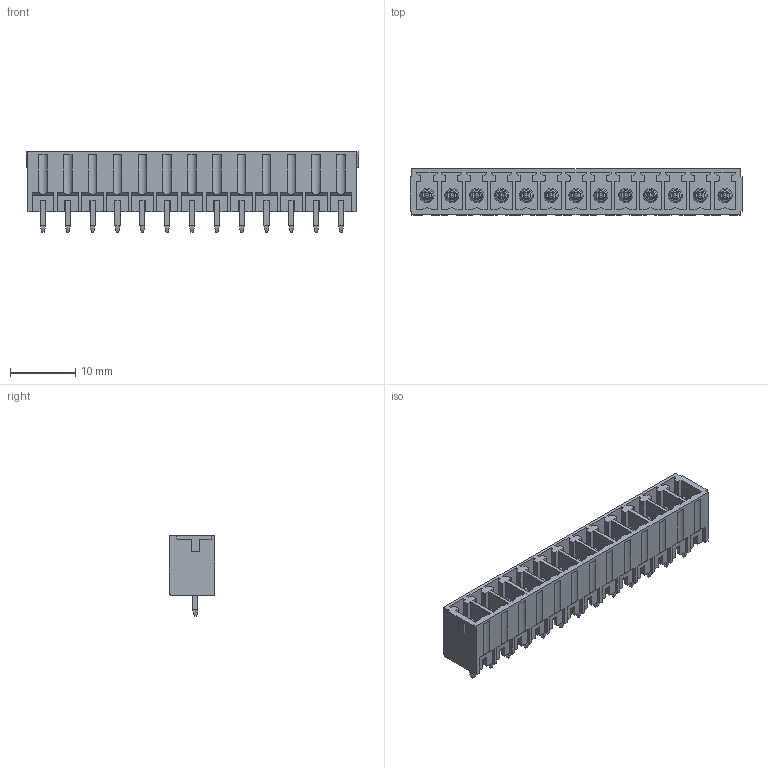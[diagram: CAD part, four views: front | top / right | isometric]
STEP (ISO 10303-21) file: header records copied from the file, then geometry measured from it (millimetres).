
FILE_DESCRIPTION(('CATIA V5 STEP Exchange','CAx-IF Rec.Pracs.--- Model Styling and Organization---1.2---2011-12-15'),'2;1');
FILE_NAME ('D1459823_0', '2018-09-29T05:07:36+00:00', ('none'), ('Weidmueller'), 'CATIA Version 5-6 Release 2014', 'CATIA V5 STEP AP214', 'none');
FILE_SCHEMA(('AUTOMOTIVE_DESIGN { 1 0 10303 214 1 1 1 1 }'));
Length unit declared in the file: millimetre
Products named in the file (1): 1942950000
Bounding box: 50.92 x 7.05 x 12.4 mm (x, y, z)
Volume: 1442.8 mm3; surface area: 4684 mm2
Topology: 14 solids, 14 shells, 984 faces, 2815 edges, 1898 vertices
Faces by surface type: plane 715, cylinder 217, cone 26, torus 26
Entity records: 29856 total; most frequent: CARTESIAN_POINT 5881, ORIENTED_EDGE 5630, DIRECTION 3830, EDGE_CURVE 2815, VECTOR 2225, LINE 2225, VERTEX_POINT 1898, EDGE_LOOP 1049
